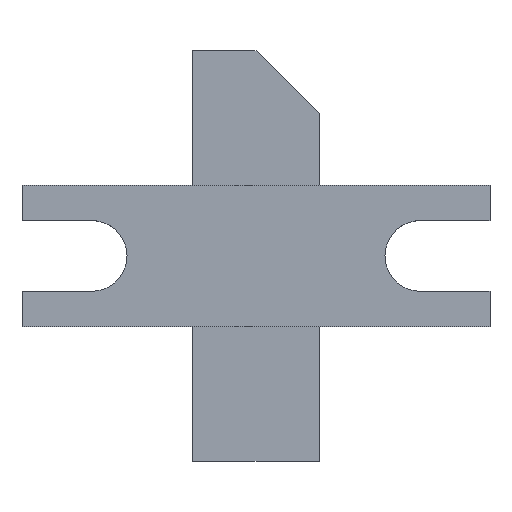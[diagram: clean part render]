
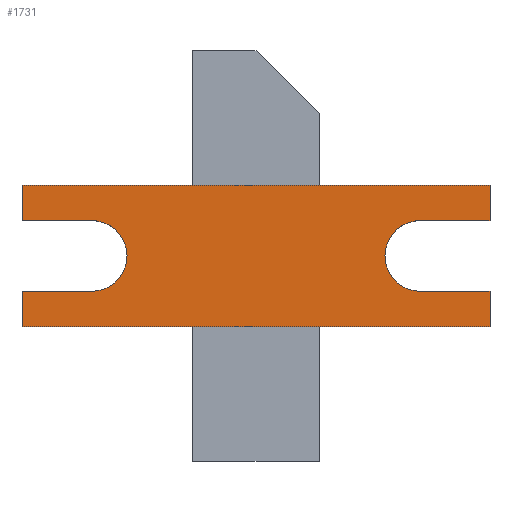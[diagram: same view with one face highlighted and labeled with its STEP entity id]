
A CAD part, top view. The second image highlights one B-rep face of the part: STEP entity #1731.
In plain terms, the highlighted planar face has unit normal (0, 0, 1).
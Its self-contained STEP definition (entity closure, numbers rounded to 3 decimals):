
#1731=ADVANCED_FACE('',(#3005),#3007,.T.);
#3005=FACE_BOUND('',#3006,.T.);
#3006=EDGE_LOOP('',(#4228,#4229,#4230,#4231,#4232,#4233,#4234,#4235,#4236,#4237,
#4238,#4239));
#3007=PLANE('',#3008);
#3008=AXIS2_PLACEMENT_3D('',#3009,#3010,#3011);
#3009=CARTESIAN_POINT('',(0.,0.,1.6));
#3010=DIRECTION('',(0.,0.,1.));
#3011=DIRECTION('',(-1.,0.,0.));
#4228=ORIENTED_EDGE('',*,*,#4728,.T.);
#4229=ORIENTED_EDGE('',*,*,#4726,.T.);
#4230=ORIENTED_EDGE('',*,*,#4748,.T.);
#4231=ORIENTED_EDGE('',*,*,#4746,.T.);
#4232=ORIENTED_EDGE('',*,*,#4744,.T.);
#4233=ORIENTED_EDGE('',*,*,#4742,.T.);
#4234=ORIENTED_EDGE('',*,*,#4740,.T.);
#4235=ORIENTED_EDGE('',*,*,#4738,.T.);
#4236=ORIENTED_EDGE('',*,*,#4736,.T.);
#4237=ORIENTED_EDGE('',*,*,#4734,.T.);
#4238=ORIENTED_EDGE('',*,*,#4732,.T.);
#4239=ORIENTED_EDGE('',*,*,#4730,.T.);
#4726=EDGE_CURVE('',#5560,#5558,#5561,.T.);
#4728=EDGE_CURVE('',#5563,#5560,#5564,.T.);
#4730=EDGE_CURVE('',#5566,#5563,#5567,.T.);
#4732=EDGE_CURVE('',#5569,#5566,#5570,.T.);
#4734=EDGE_CURVE('',#5572,#5569,#5573,.T.);
#4736=EDGE_CURVE('',#5575,#5572,#5576,.T.);
#4738=EDGE_CURVE('',#5578,#5575,#5579,.T.);
#4740=EDGE_CURVE('',#5581,#5578,#5582,.T.);
#4742=EDGE_CURVE('',#5584,#5581,#5585,.T.);
#4744=EDGE_CURVE('',#5587,#5584,#5588,.T.);
#4746=EDGE_CURVE('',#5590,#5587,#5591,.T.);
#4748=EDGE_CURVE('',#5558,#5590,#5593,.T.);
#5558=VERTEX_POINT('',#7405);
#5560=VERTEX_POINT('',#7409);
#5561=LINE('',#7410,#7411);
#5563=VERTEX_POINT('',#7416);
#5564=LINE('',#7417,#7418);
#5566=VERTEX_POINT('',#7423);
#5567=LINE('',#7424,#7425);
#5569=VERTEX_POINT('',#7430);
#5570=CIRCLE('',#7431,1.55);
#5572=VERTEX_POINT('',#7438);
#5573=LINE('',#7439,#7440);
#5575=VERTEX_POINT('',#7445);
#5576=LINE('',#7446,#7447);
#5578=VERTEX_POINT('',#7452);
#5579=LINE('',#7453,#7454);
#5581=VERTEX_POINT('',#7459);
#5582=LINE('',#7460,#7461);
#5584=VERTEX_POINT('',#7466);
#5585=LINE('',#7467,#7468);
#5587=VERTEX_POINT('',#7473);
#5588=CIRCLE('',#7474,1.55);
#5590=VERTEX_POINT('',#7481);
#5591=LINE('',#7482,#7483);
#5593=LINE('',#7488,#7489);
#7405=CARTESIAN_POINT('',(10.25,-3.1,1.6));
#7409=CARTESIAN_POINT('',(-10.25,-3.1,1.6));
#7410=CARTESIAN_POINT('',(-10.25,-3.1,1.6));
#7411=VECTOR('',#7412,1.);
#7412=DIRECTION('',(1.,0.,0.));
#7416=CARTESIAN_POINT('',(-10.25,-1.55,1.6));
#7417=CARTESIAN_POINT('',(-10.25,-1.55,1.6));
#7418=VECTOR('',#7419,1.);
#7419=DIRECTION('',(0.,-1.,0.));
#7423=CARTESIAN_POINT('',(-7.2,-1.55,1.6));
#7424=CARTESIAN_POINT('',(-7.2,-1.55,1.6));
#7425=VECTOR('',#7426,1.);
#7426=DIRECTION('',(-1.,0.,0.));
#7430=CARTESIAN_POINT('',(-7.2,1.55,1.6));
#7431=AXIS2_PLACEMENT_3D('',#7432,#7433,#7434);
#7432=CARTESIAN_POINT('',(-7.2,0.,1.6));
#7433=DIRECTION('',(0.,0.,-1.));
#7434=DIRECTION('',(0.,1.,0.));
#7438=CARTESIAN_POINT('',(-10.25,1.55,1.6));
#7439=CARTESIAN_POINT('',(-10.25,1.55,1.6));
#7440=VECTOR('',#7441,1.);
#7441=DIRECTION('',(1.,0.,0.));
#7445=CARTESIAN_POINT('',(-10.25,3.1,1.6));
#7446=CARTESIAN_POINT('',(-10.25,3.1,1.6));
#7447=VECTOR('',#7448,1.);
#7448=DIRECTION('',(0.,-1.,0.));
#7452=CARTESIAN_POINT('',(10.25,3.1,1.6));
#7453=CARTESIAN_POINT('',(10.25,3.1,1.6));
#7454=VECTOR('',#7455,1.);
#7455=DIRECTION('',(-1.,0.,0.));
#7459=CARTESIAN_POINT('',(10.25,1.55,1.6));
#7460=CARTESIAN_POINT('',(10.25,1.55,1.6));
#7461=VECTOR('',#7462,1.);
#7462=DIRECTION('',(0.,1.,0.));
#7466=CARTESIAN_POINT('',(7.2,1.55,1.6));
#7467=CARTESIAN_POINT('',(7.2,1.55,1.6));
#7468=VECTOR('',#7469,1.);
#7469=DIRECTION('',(1.,0.,0.));
#7473=CARTESIAN_POINT('',(7.2,-1.55,1.6));
#7474=AXIS2_PLACEMENT_3D('',#7475,#7476,#7477);
#7475=CARTESIAN_POINT('',(7.2,0.,1.6));
#7476=DIRECTION('',(0.,0.,-1.));
#7477=DIRECTION('',(0.,-1.,0.));
#7481=CARTESIAN_POINT('',(10.25,-1.55,1.6));
#7482=CARTESIAN_POINT('',(10.25,-1.55,1.6));
#7483=VECTOR('',#7484,1.);
#7484=DIRECTION('',(-1.,0.,0.));
#7488=CARTESIAN_POINT('',(10.25,-3.1,1.6));
#7489=VECTOR('',#7490,1.);
#7490=DIRECTION('',(0.,1.,0.));
